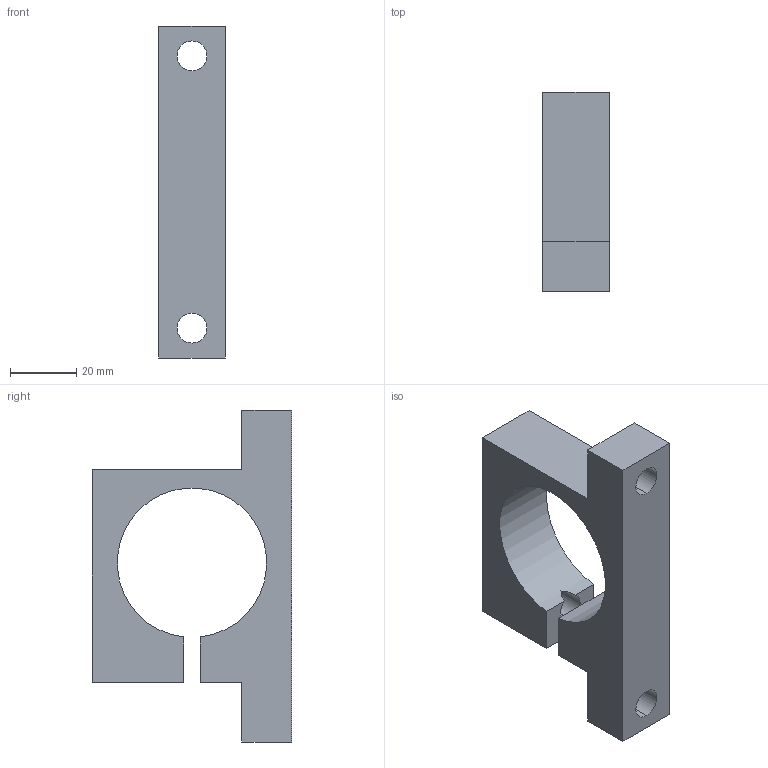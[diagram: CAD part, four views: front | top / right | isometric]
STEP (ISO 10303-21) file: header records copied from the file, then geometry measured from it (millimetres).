
FILE_DESCRIPTION (( 'STEP AP203' ), '1' );
FILE_NAME ('TA_045.step', '2018-12-22T23:20:55', ( '' ), ( '' ), 'SwSTEP 2.0', 'SolidWorks 2016', '' );
FILE_SCHEMA (( 'CONFIG_CONTROL_DESIGN' ));
Length unit declared in the file: millimetre
Products named in the file (1): TA_045
Bounding box: 20 x 60 x 100 mm (x, y, z)
Volume: 49441 mm3; surface area: 16743.8 mm2
Topology: 1 solids, 1 shells, 27 faces, 73 edges, 47 vertices
Faces by surface type: plane 14, cylinder 11, cone 2
Entity records: 954 total; most frequent: CARTESIAN_POINT 176, DIRECTION 147, ORIENTED_EDGE 142, EDGE_CURVE 71, AXIS2_PLACEMENT_3D 50, VECTOR 47, LINE 47, VERTEX_POINT 47
